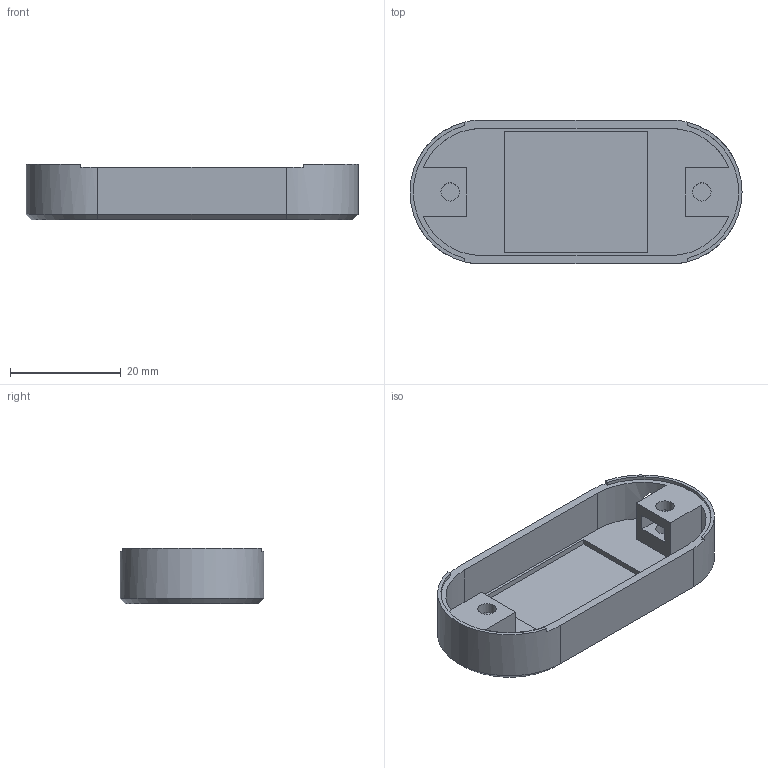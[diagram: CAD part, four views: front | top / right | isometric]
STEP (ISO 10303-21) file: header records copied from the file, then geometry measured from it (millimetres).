
FILE_DESCRIPTION(/* description */ (''),/* implementation_level */ '2;1');
FILE_NAME(/* name */ 'wrist_motor_enclosure_bottom.step',/* time_stamp */ '2023-09-30T16:29:21+02:00',/* author */ (''),/* organization */ (''),/* preprocessor_version */ 'ST-DEVELOPER v20',/* originating_system */ 'Autodesk Translation Framework v12.14.0.127',/* authorisation */ '');
FILE_SCHEMA (('AUTOMOTIVE_DESIGN { 1 0 10303 214 3 1 1 }'));
Length unit declared in the file: millimetre
Products named in the file (1): Vibration Motor Holder
Bounding box: 60 x 26 x 10.1 mm (x, y, z)
Volume: 4126.5 mm3; surface area: 5992.1 mm2
Topology: 1 solids, 1 shells, 55 faces, 139 edges, 92 vertices
Faces by surface type: plane 40, cylinder 13, cone 2
Full cylindrical faces by diameter (mm): 3.3 x4
Entity records: 1754 total; most frequent: CARTESIAN_POINT 353, DIRECTION 281, ORIENTED_EDGE 278, EDGE_CURVE 139, LINE 101, VECTOR 101, VERTEX_POINT 92, AXIS2_PLACEMENT_3D 90
